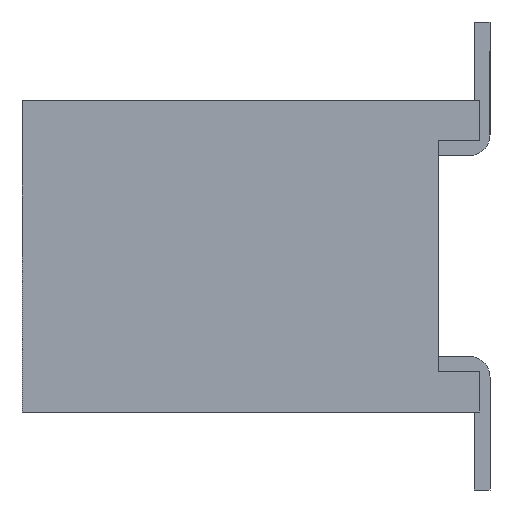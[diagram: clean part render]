
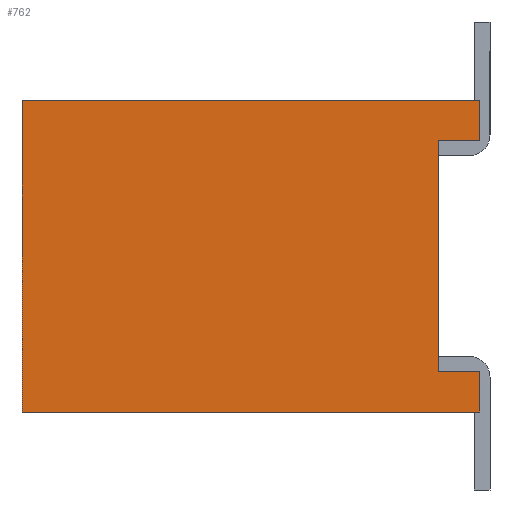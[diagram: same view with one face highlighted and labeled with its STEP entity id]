
A CAD part, left-side view. The second image highlights one B-rep face of the part: STEP entity #762.
In plain terms, the highlighted planar face has unit normal (-1, 0, 0).
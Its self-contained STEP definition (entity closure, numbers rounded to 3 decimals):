
#762 = ADVANCED_FACE( '', ( #2067 ), #2068, .F. );
#2067 = FACE_OUTER_BOUND( '', #3961, .T. );
#2068 = PLANE( '', #3962 );
#3961 = EDGE_LOOP( '', ( #6087, #6088, #6089, #6090, #6091, #6092, #6093, #6094 ) );
#3962 = AXIS2_PLACEMENT_3D( '', #6095, #6096, #6097 );
#6087 = ORIENTED_EDGE( '', *, *, #11789, .F. );
#6088 = ORIENTED_EDGE( '', *, *, #11790, .T. );
#6089 = ORIENTED_EDGE( '', *, *, #11791, .T. );
#6090 = ORIENTED_EDGE( '', *, *, #11792, .T. );
#6091 = ORIENTED_EDGE( '', *, *, #11793, .F. );
#6092 = ORIENTED_EDGE( '', *, *, #11794, .F. );
#6093 = ORIENTED_EDGE( '', *, *, #11795, .T. );
#6094 = ORIENTED_EDGE( '', *, *, #11796, .T. );
#6095 = CARTESIAN_POINT( '', ( -4.675, 3.9, -1.5 ) );
#6096 = DIRECTION( '', ( 1., 0., 0. ) );
#6097 = DIRECTION( '', ( 0., 0., -1. ) );
#11789 = EDGE_CURVE( '', #14278, #14279, #14280, .T. );
#11790 = EDGE_CURVE( '', #14278, #14281, #14282, .T. );
#11791 = EDGE_CURVE( '', #14281, #14283, #14284, .T. );
#11792 = EDGE_CURVE( '', #14283, #14285, #14286, .T. );
#11793 = EDGE_CURVE( '', #14287, #14285, #14288, .T. );
#11794 = EDGE_CURVE( '', #14289, #14287, #14290, .T. );
#11795 = EDGE_CURVE( '', #14289, #14291, #14292, .T. );
#11796 = EDGE_CURVE( '', #14291, #14279, #14293, .T. );
#14278 = VERTEX_POINT( '', #17820 );
#14279 = VERTEX_POINT( '', #17821 );
#14280 = LINE( '', #17822, #17823 );
#14281 = VERTEX_POINT( '', #17824 );
#14282 = LINE( '', #17825, #17826 );
#14283 = VERTEX_POINT( '', #17827 );
#14284 = LINE( '', #17828, #17829 );
#14285 = VERTEX_POINT( '', #17830 );
#14286 = LINE( '', #17831, #17832 );
#14287 = VERTEX_POINT( '', #17833 );
#14288 = LINE( '', #17834, #17835 );
#14289 = VERTEX_POINT( '', #17836 );
#14290 = LINE( '', #17837, #17838 );
#14291 = VERTEX_POINT( '', #17839 );
#14292 = LINE( '', #17840, #17841 );
#14293 = LINE( '', #17842, #17843 );
#17820 = CARTESIAN_POINT( '', ( -4.675, 0.4, -1.115 ) );
#17821 = CARTESIAN_POINT( '', ( -4.675, 0., -1.115 ) );
#17822 = CARTESIAN_POINT( '', ( -4.675, 0.4, -1.115 ) );
#17823 = VECTOR( '', #22351, 1000. );
#17824 = CARTESIAN_POINT( '', ( -4.675, 0.4, 1.115 ) );
#17825 = CARTESIAN_POINT( '', ( -4.675, 0.4, -1.115 ) );
#17826 = VECTOR( '', #22352, 1000. );
#17827 = CARTESIAN_POINT( '', ( -4.675, 0., 1.115 ) );
#17828 = CARTESIAN_POINT( '', ( -4.675, 0.4, 1.115 ) );
#17829 = VECTOR( '', #22353, 1000. );
#17830 = CARTESIAN_POINT( '', ( -4.675, 0., 1.5 ) );
#17831 = CARTESIAN_POINT( '', ( -4.675, 0., -1.5 ) );
#17832 = VECTOR( '', #22354, 1000. );
#17833 = CARTESIAN_POINT( '', ( -4.675, 4.4, 1.5 ) );
#17834 = CARTESIAN_POINT( '', ( -4.675, 3.9, 1.5 ) );
#17835 = VECTOR( '', #22355, 1000. );
#17836 = CARTESIAN_POINT( '', ( -4.675, 4.4, -1.5 ) );
#17837 = CARTESIAN_POINT( '', ( -4.675, 4.4, 1.09 ) );
#17838 = VECTOR( '', #22356, 1000. );
#17839 = CARTESIAN_POINT( '', ( -4.675, 0., -1.5 ) );
#17840 = CARTESIAN_POINT( '', ( -4.675, 3.9, -1.5 ) );
#17841 = VECTOR( '', #22357, 1000. );
#17842 = CARTESIAN_POINT( '', ( -4.675, 0., -1.5 ) );
#17843 = VECTOR( '', #22358, 1000. );
#22351 = DIRECTION( '', ( 0., -1., 0. ) );
#22352 = DIRECTION( '', ( 0., 0., 1. ) );
#22353 = DIRECTION( '', ( 0., -1., 0. ) );
#22354 = DIRECTION( '', ( 0., 0., 1. ) );
#22355 = DIRECTION( '', ( 0., -1., 0. ) );
#22356 = DIRECTION( '', ( 0., 0., 1. ) );
#22357 = DIRECTION( '', ( 0., -1., 0. ) );
#22358 = DIRECTION( '', ( 0., 0., 1. ) );
